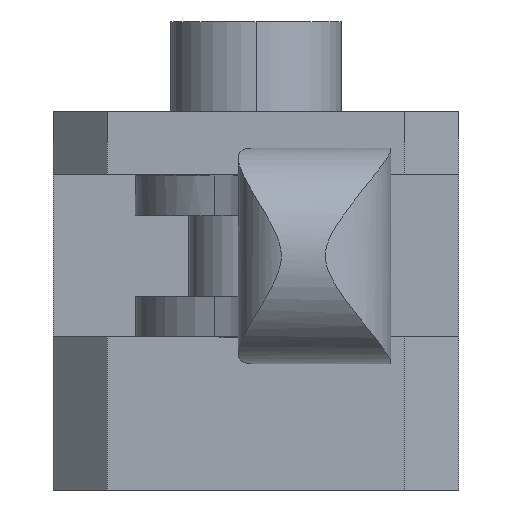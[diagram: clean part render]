
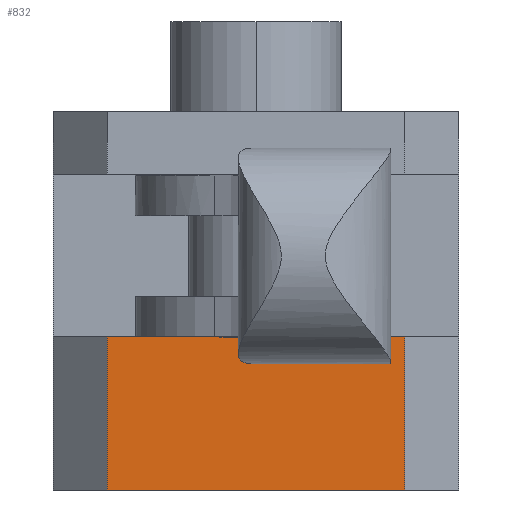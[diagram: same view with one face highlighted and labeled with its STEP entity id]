
A CAD part, left-side view. The second image highlights one B-rep face of the part: STEP entity #832.
In plain terms, the highlighted planar face has unit normal (-1, 0, 0).
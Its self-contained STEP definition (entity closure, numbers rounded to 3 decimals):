
#22 = VECTOR ( 'NONE', #692, 1000. ) ;
#79 = EDGE_CURVE ( 'NONE', #639, #894, #1405, .T. ) ;
#152 = LINE ( 'NONE', #583, #317 ) ;
#296 = CARTESIAN_POINT ( 'NONE',  ( -55.5, -2.5, 17. ) ) ;
#309 = CARTESIAN_POINT ( 'NONE',  ( -55.5, -8.5, 0. ) ) ;
#317 = VECTOR ( 'NONE', #1218, 1000. ) ;
#349 = CARTESIAN_POINT ( 'NONE',  ( -55.5, -2.5, 0. ) ) ;
#385 = VERTEX_POINT ( 'NONE', #2202 ) ;
#393 = ORIENTED_EDGE ( 'NONE', *, *, #79, .F. ) ;
#561 = DIRECTION ( 'NONE',  ( 0., 1., 0. ) ) ;
#583 = CARTESIAN_POINT ( 'NONE',  ( -55.5, 30.5, 0. ) ) ;
#613 = CARTESIAN_POINT ( 'NONE',  ( -55.5, 30.5, 17. ) ) ;
#639 = VERTEX_POINT ( 'NONE', #349 ) ;
#692 = DIRECTION ( 'NONE',  ( 0., -1., 0. ) ) ;
#832 = ADVANCED_FACE ( 'NONE', ( #2123 ), #2796, .T. ) ;
#894 = VERTEX_POINT ( 'NONE', #1780 ) ;
#1140 = LINE ( 'NONE', #296, #1574 ) ;
#1191 = EDGE_CURVE ( 'NONE', #639, #385, #1140, .T. ) ;
#1218 = DIRECTION ( 'NONE',  ( 0., 0., -1. ) ) ;
#1225 = AXIS2_PLACEMENT_3D ( 'NONE', #1680, #2586, #1460 ) ;
#1273 = LINE ( 'NONE', #2427, #22 ) ;
#1385 = EDGE_CURVE ( 'NONE', #1875, #894, #152, .T. ) ;
#1405 = LINE ( 'NONE', #309, #1515 ) ;
#1460 = DIRECTION ( 'NONE',  ( 0., -1., 0. ) ) ;
#1515 = VECTOR ( 'NONE', #561, 1000. ) ;
#1560 = EDGE_LOOP ( 'NONE', ( #393, #2542, #2115, #1716 ) ) ;
#1574 = VECTOR ( 'NONE', #2026, 1000. ) ;
#1680 = CARTESIAN_POINT ( 'NONE',  ( -55.5, 36.5, 0. ) ) ;
#1716 = ORIENTED_EDGE ( 'NONE', *, *, #1385, .T. ) ;
#1780 = CARTESIAN_POINT ( 'NONE',  ( -55.5, 30.5, 0. ) ) ;
#1875 = VERTEX_POINT ( 'NONE', #613 ) ;
#2026 = DIRECTION ( 'NONE',  ( 0., 0., 1. ) ) ;
#2115 = ORIENTED_EDGE ( 'NONE', *, *, #2777, .F. ) ;
#2123 = FACE_OUTER_BOUND ( 'NONE', #1560, .T. ) ;
#2202 = CARTESIAN_POINT ( 'NONE',  ( -55.5, -2.5, 17. ) ) ;
#2427 = CARTESIAN_POINT ( 'NONE',  ( -55.5, 36.5, 17. ) ) ;
#2542 = ORIENTED_EDGE ( 'NONE', *, *, #1191, .T. ) ;
#2586 = DIRECTION ( 'NONE',  ( -1., 0., 0. ) ) ;
#2777 = EDGE_CURVE ( 'NONE', #1875, #385, #1273, .T. ) ;
#2796 = PLANE ( 'NONE',  #1225 ) ;
